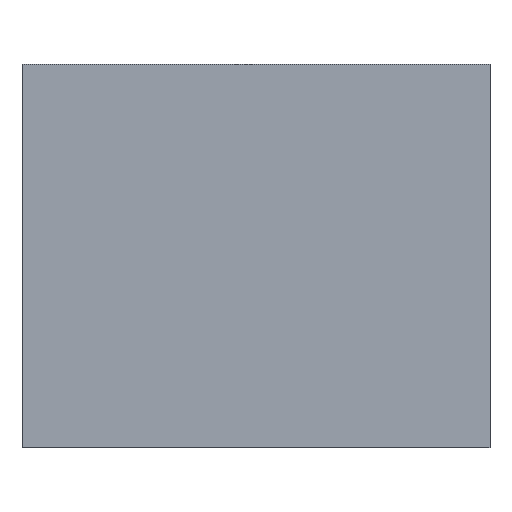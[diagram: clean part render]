
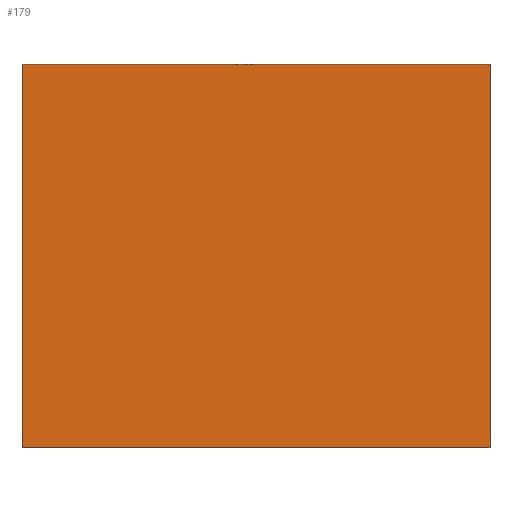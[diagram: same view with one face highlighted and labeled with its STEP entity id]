
A CAD part, top view. The second image highlights one B-rep face of the part: STEP entity #179.
In plain terms, the highlighted planar face has unit normal (0, 0, 1).
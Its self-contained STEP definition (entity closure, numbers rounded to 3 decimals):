
#1 = CARTESIAN_POINT ( 'NONE',  ( -457., 374.5, 0.4 ) ) ;
#10 = CARTESIAN_POINT ( 'NONE',  ( 457., -374.5, 0.4 ) ) ;
#11 = VERTEX_POINT ( 'NONE', #1 ) ;
#20 = CARTESIAN_POINT ( 'NONE',  ( 457., 374.5, 0.4 ) ) ;
#21 = DIRECTION ( 'NONE',  ( 1., 0., 0. ) ) ;
#25 = CARTESIAN_POINT ( 'NONE',  ( -457., 374.5, 0.4 ) ) ;
#27 = CARTESIAN_POINT ( 'NONE',  ( -457., 374.5, 0.4 ) ) ;
#28 = VECTOR ( 'NONE', #116, 1000. ) ;
#54 = AXIS2_PLACEMENT_3D ( 'NONE', #226, #131, #21 ) ;
#60 = CARTESIAN_POINT ( 'NONE',  ( -457., -374.5, 0.4 ) ) ;
#68 = LINE ( 'NONE', #129, #119 ) ;
#70 = LINE ( 'NONE', #25, #224 ) ;
#73 = LINE ( 'NONE', #27, #203 ) ;
#78 = ORIENTED_EDGE ( 'NONE', *, *, #202, .T. ) ;
#83 = VERTEX_POINT ( 'NONE', #10 ) ;
#92 = DIRECTION ( 'NONE',  ( 0., -1., 0. ) ) ;
#107 = EDGE_LOOP ( 'NONE', ( #161, #78, #181, #237 ) ) ;
#116 = DIRECTION ( 'NONE',  ( 1., 0., 0. ) ) ;
#117 = CARTESIAN_POINT ( 'NONE',  ( -457., -374.5, 0.4 ) ) ;
#119 = VECTOR ( 'NONE', #209, 1000. ) ;
#129 = CARTESIAN_POINT ( 'NONE',  ( 457., 374.5, 0.4 ) ) ;
#131 = DIRECTION ( 'NONE',  ( 0., 0., 1. ) ) ;
#144 = EDGE_CURVE ( 'NONE', #160, #83, #230, .T. ) ;
#146 = VERTEX_POINT ( 'NONE', #20 ) ;
#160 = VERTEX_POINT ( 'NONE', #117 ) ;
#161 = ORIENTED_EDGE ( 'NONE', *, *, #234, .T. ) ;
#171 = FACE_OUTER_BOUND ( 'NONE', #107, .T. ) ;
#179 = ADVANCED_FACE ( 'NONE', ( #171 ), #212, .T. ) ;
#181 = ORIENTED_EDGE ( 'NONE', *, *, #233, .T. ) ;
#202 = EDGE_CURVE ( 'NONE', #146, #11, #73, .T. ) ;
#203 = VECTOR ( 'NONE', #207, 1000. ) ;
#207 = DIRECTION ( 'NONE',  ( -1., 0., 0. ) ) ;
#209 = DIRECTION ( 'NONE',  ( 0., 1., 0. ) ) ;
#212 = PLANE ( 'NONE',  #54 ) ;
#224 = VECTOR ( 'NONE', #92, 1000. ) ;
#226 = CARTESIAN_POINT ( 'NONE',  ( 457., -374.5, 0.4 ) ) ;
#230 = LINE ( 'NONE', #60, #28 ) ;
#233 = EDGE_CURVE ( 'NONE', #11, #160, #70, .T. ) ;
#234 = EDGE_CURVE ( 'NONE', #83, #146, #68, .T. ) ;
#237 = ORIENTED_EDGE ( 'NONE', *, *, #144, .T. ) ;
